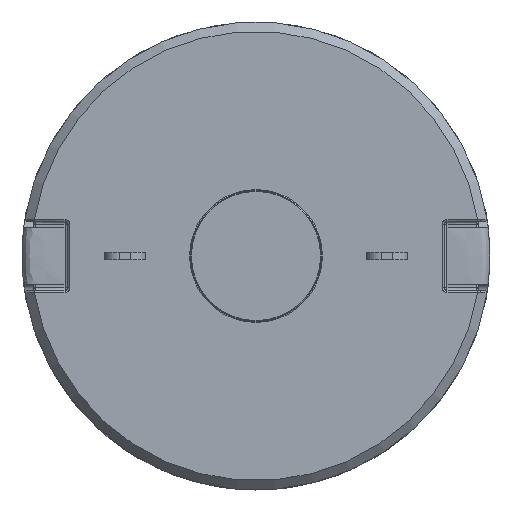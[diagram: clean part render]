
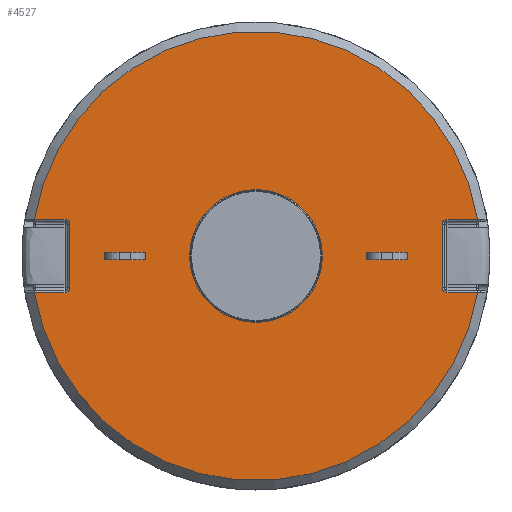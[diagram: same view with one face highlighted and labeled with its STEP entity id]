
A CAD part, front view. The second image highlights one B-rep face of the part: STEP entity #4527.
In plain terms, the highlighted planar face has unit normal (0, -1, 0).
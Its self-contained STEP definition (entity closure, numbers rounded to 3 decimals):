
#45=ELLIPSE('',#5071,0.282,0.141);
#46=ELLIPSE('',#5072,0.282,0.141);
#47=ELLIPSE('',#5075,0.282,0.141);
#48=ELLIPSE('',#5076,0.282,0.141);
#251=FACE_BOUND('',#861,.T.);
#344=PLANE('',#5070);
#539=FACE_OUTER_BOUND('',#860,.T.);
#860=EDGE_LOOP('',(#3700,#3701,#3702,#3703,#3704,#3705,#3706,#3707,#3708,
#3709,#3710,#3711,#3712,#3713,#3714,#3715));
#861=EDGE_LOOP('',(#3716));
#1145=LINE('',#8521,#1401);
#1146=LINE('',#8526,#1402);
#1147=LINE('',#8530,#1403);
#1148=LINE('',#8534,#1404);
#1149=LINE('',#8539,#1405);
#1150=LINE('',#8543,#1406);
#1401=VECTOR('',#6220,1.637);
#1402=VECTOR('',#6225,1.637);
#1403=VECTOR('',#6228,3.4);
#1404=VECTOR('',#6231,1.637);
#1405=VECTOR('',#6236,1.637);
#1406=VECTOR('',#6239,3.4);
#1681=CIRCLE('',#5024,12.);
#1712=CIRCLE('',#5068,12.);
#1713=CIRCLE('',#5073,0.25);
#1714=CIRCLE('',#5074,0.25);
#1715=CIRCLE('',#5077,0.25);
#1716=CIRCLE('',#5078,0.25);
#1717=CIRCLE('',#5079,3.55);
#2056=VERTEX_POINT('',#8253);
#2057=VERTEX_POINT('',#8254);
#2108=VERTEX_POINT('',#8505);
#2109=VERTEX_POINT('',#8510);
#2111=VERTEX_POINT('',#8519);
#2112=VERTEX_POINT('',#8520);
#2113=VERTEX_POINT('',#8523);
#2114=VERTEX_POINT('',#8525);
#2115=VERTEX_POINT('',#8527);
#2116=VERTEX_POINT('',#8529);
#2117=VERTEX_POINT('',#8531);
#2118=VERTEX_POINT('',#8533);
#2119=VERTEX_POINT('',#8536);
#2120=VERTEX_POINT('',#8538);
#2121=VERTEX_POINT('',#8540);
#2122=VERTEX_POINT('',#8542);
#2123=VERTEX_POINT('',#8545);
#2600=EDGE_CURVE('',#2056,#2057,#1681,.T.);
#2661=EDGE_CURVE('',#2109,#2108,#1712,.T.);
#2664=EDGE_CURVE('',#2111,#2112,#1145,.T.);
#2665=EDGE_CURVE('',#2112,#2056,#45,.T.);
#2666=EDGE_CURVE('',#2057,#2113,#46,.T.);
#2667=EDGE_CURVE('',#2113,#2114,#1146,.T.);
#2668=EDGE_CURVE('',#2114,#2115,#1713,.T.);
#2669=EDGE_CURVE('',#2115,#2116,#1147,.T.);
#2670=EDGE_CURVE('',#2116,#2117,#1714,.T.);
#2671=EDGE_CURVE('',#2117,#2118,#1148,.T.);
#2672=EDGE_CURVE('',#2118,#2109,#47,.T.);
#2673=EDGE_CURVE('',#2108,#2119,#48,.T.);
#2674=EDGE_CURVE('',#2119,#2120,#1149,.T.);
#2675=EDGE_CURVE('',#2120,#2121,#1715,.T.);
#2676=EDGE_CURVE('',#2121,#2122,#1150,.T.);
#2677=EDGE_CURVE('',#2122,#2111,#1716,.T.);
#2678=EDGE_CURVE('',#2123,#2123,#1717,.T.);
#3700=ORIENTED_EDGE('',*,*,#2664,.T.);
#3701=ORIENTED_EDGE('',*,*,#2665,.T.);
#3702=ORIENTED_EDGE('',*,*,#2600,.T.);
#3703=ORIENTED_EDGE('',*,*,#2666,.T.);
#3704=ORIENTED_EDGE('',*,*,#2667,.T.);
#3705=ORIENTED_EDGE('',*,*,#2668,.T.);
#3706=ORIENTED_EDGE('',*,*,#2669,.T.);
#3707=ORIENTED_EDGE('',*,*,#2670,.T.);
#3708=ORIENTED_EDGE('',*,*,#2671,.T.);
#3709=ORIENTED_EDGE('',*,*,#2672,.T.);
#3710=ORIENTED_EDGE('',*,*,#2661,.T.);
#3711=ORIENTED_EDGE('',*,*,#2673,.T.);
#3712=ORIENTED_EDGE('',*,*,#2674,.T.);
#3713=ORIENTED_EDGE('',*,*,#2675,.T.);
#3714=ORIENTED_EDGE('',*,*,#2676,.T.);
#3715=ORIENTED_EDGE('',*,*,#2677,.T.);
#3716=ORIENTED_EDGE('',*,*,#2678,.F.);
#4527=ADVANCED_FACE('',(#539,#251),#344,.F.);
#5024=AXIS2_PLACEMENT_3D('',#8255,#6108,#6109);
#5068=AXIS2_PLACEMENT_3D('',#8511,#6214,#6215);
#5070=AXIS2_PLACEMENT_3D('',#8518,#6218,#6219);
#5071=AXIS2_PLACEMENT_3D('',#8522,#6221,#6222);
#5072=AXIS2_PLACEMENT_3D('',#8524,#6223,#6224);
#5073=AXIS2_PLACEMENT_3D('',#8528,#6226,#6227);
#5074=AXIS2_PLACEMENT_3D('',#8532,#6229,#6230);
#5075=AXIS2_PLACEMENT_3D('',#8535,#6232,#6233);
#5076=AXIS2_PLACEMENT_3D('',#8537,#6234,#6235);
#5077=AXIS2_PLACEMENT_3D('',#8541,#6237,#6238);
#5078=AXIS2_PLACEMENT_3D('',#8544,#6240,#6241);
#5079=AXIS2_PLACEMENT_3D('',#8546,#6242,#6243);
#6108=DIRECTION('center_axis',(0.,-1.,0.));
#6109=DIRECTION('ref_axis',(1.,0.,0.));
#6214=DIRECTION('center_axis',(0.,-1.,0.));
#6215=DIRECTION('ref_axis',(1.,0.,0.));
#6218=DIRECTION('center_axis',(0.,1.,0.));
#6219=DIRECTION('ref_axis',(0.,0.,1.));
#6220=DIRECTION('',(1.,0.,0.));
#6221=DIRECTION('center_axis',(0.,-1.,
0.));
#6222=DIRECTION('ref_axis',(1.,0.,0.027));
#6223=DIRECTION('center_axis',(0.,-1.,
0.));
#6224=DIRECTION('ref_axis',(1.,0.,-0.027));
#6225=DIRECTION('',(1.,0.,0.));
#6226=DIRECTION('center_axis',(0.,1.,0.));
#6227=DIRECTION('ref_axis',(-1.,0.,0.));
#6228=DIRECTION('',(0.,0.,-1.));
#6229=DIRECTION('center_axis',(0.,1.,0.));
#6230=DIRECTION('ref_axis',(-1.,0.,0.));
#6231=DIRECTION('',(-1.,0.,0.));
#6232=DIRECTION('center_axis',(0.,-1.,
0.));
#6233=DIRECTION('ref_axis',(1.,0.,0.027));
#6234=DIRECTION('center_axis',(0.,-1.,
0.));
#6235=DIRECTION('ref_axis',(1.,0.,-0.027));
#6236=DIRECTION('',(-1.,0.,0.));
#6237=DIRECTION('center_axis',(0.,1.,0.));
#6238=DIRECTION('ref_axis',(-1.,0.,0.));
#6239=DIRECTION('',(0.,0.,1.));
#6240=DIRECTION('center_axis',(0.,1.,0.));
#6241=DIRECTION('ref_axis',(-1.,0.,0.));
#6242=DIRECTION('center_axis',(0.,-1.,0.));
#6243=DIRECTION('ref_axis',(1.,0.,0.));
#8253=CARTESIAN_POINT('',(11.839,-55.8,1.962));
#8254=CARTESIAN_POINT('',(-11.839,-55.8,1.962));
#8255=CARTESIAN_POINT('Origin',(0.,-55.8,0.));
#8505=CARTESIAN_POINT('',(11.839,-55.8,-1.962));
#8510=CARTESIAN_POINT('',(-11.839,-55.8,-1.962));
#8511=CARTESIAN_POINT('Origin',(0.,-55.8,0.));
#8518=CARTESIAN_POINT('Origin',(-3.55,-55.8,0.));
#8519=CARTESIAN_POINT('',(10.203,-55.8,1.95));
#8520=CARTESIAN_POINT('',(11.84,-55.8,1.95));
#8521=CARTESIAN_POINT('',(10.203,-55.8,1.95));
#8522=CARTESIAN_POINT('Origin',(11.558,-55.8,1.944));
#8523=CARTESIAN_POINT('',(-11.84,-55.8,1.95));
#8524=CARTESIAN_POINT('Origin',(-11.558,-55.8,1.944));
#8525=CARTESIAN_POINT('',(-10.203,-55.8,1.95));
#8526=CARTESIAN_POINT('',(-11.84,-55.8,1.95));
#8527=CARTESIAN_POINT('',(-9.953,-55.8,1.7));
#8528=CARTESIAN_POINT('Origin',(-10.203,-55.8,1.7));
#8529=CARTESIAN_POINT('',(-9.953,-55.8,-1.7));
#8530=CARTESIAN_POINT('',(-9.953,-55.8,1.7));
#8531=CARTESIAN_POINT('',(-10.203,-55.8,-1.95));
#8532=CARTESIAN_POINT('Origin',(-10.203,-55.8,-1.7));
#8533=CARTESIAN_POINT('',(-11.84,-55.8,-1.95));
#8534=CARTESIAN_POINT('',(-10.203,-55.8,-1.95));
#8535=CARTESIAN_POINT('Origin',(-11.558,-55.8,-1.944));
#8536=CARTESIAN_POINT('',(11.84,-55.8,-1.95));
#8537=CARTESIAN_POINT('Origin',(11.558,-55.8,-1.944));
#8538=CARTESIAN_POINT('',(10.203,-55.8,-1.95));
#8539=CARTESIAN_POINT('',(11.84,-55.8,-1.95));
#8540=CARTESIAN_POINT('',(9.953,-55.8,-1.7));
#8541=CARTESIAN_POINT('Origin',(10.203,-55.8,-1.7));
#8542=CARTESIAN_POINT('',(9.953,-55.8,1.7));
#8543=CARTESIAN_POINT('',(9.953,-55.8,-1.7));
#8544=CARTESIAN_POINT('Origin',(10.203,-55.8,1.7));
#8545=CARTESIAN_POINT('',(0.,-55.8,3.55));
#8546=CARTESIAN_POINT('Origin',(0.,-55.8,0.));
